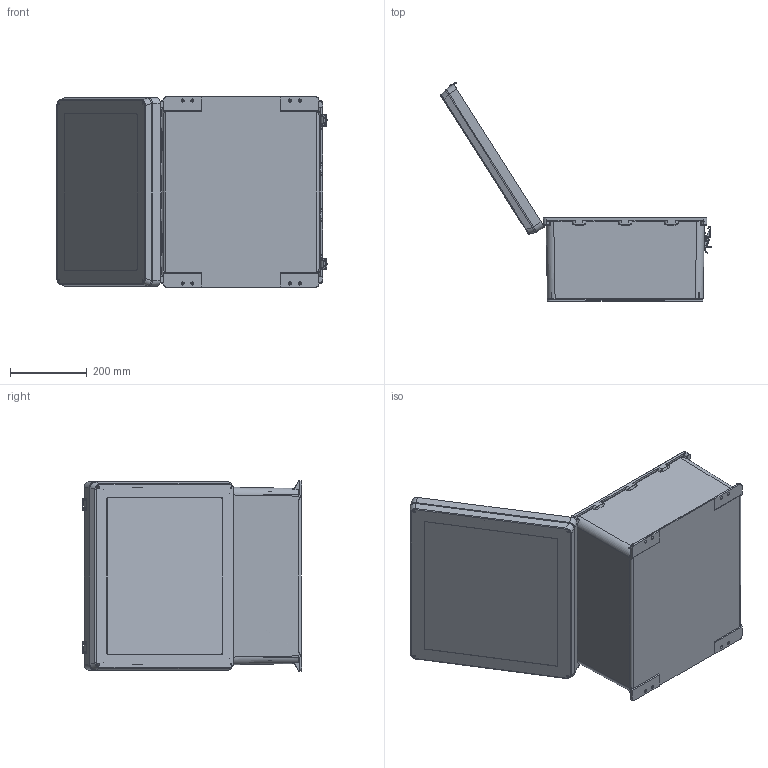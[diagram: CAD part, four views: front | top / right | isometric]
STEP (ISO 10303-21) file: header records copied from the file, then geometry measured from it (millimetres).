
FILE_DESCRIPTION (( 'STEP AP214' ), '1' );
FILE_NAME ('NBW181608.STEP', '2013-06-03T16:05:00', ( '' ), ( '' ), 'SwSTEP 2.0', 'SolidWorks 2012', '' );
FILE_SCHEMA (( 'AUTOMOTIVE_DESIGN' ));
Length unit declared in the file: inch
Products named in the file (7): NBW181608; NB181608-Box; NB181608-Hinge; NBW181608-Lid; NB181608-DoorClasp-1; NB181608-DoorClasp-2; NBW181608_ClearDoorInsert
Assembly tree (9 placements, depth 2):
  NBW181608
    NB181608-Box
    NB181608-Hinge  x2
    NBW181608-Lid
    NB181608-DoorClasp-1  x2
    NB181608-DoorClasp-2  x2
    NBW181608_ClearDoorInsert
Bounding box: 703.32 x 571.16 x 495 mm (x, y, z)
Volume: 3525890.3 mm3; surface area: 1854969 mm2
Topology: 15 solids, 15 shells, 1615 faces, 4308 edges, 2736 vertices
Faces by surface type: cylinder 744, plane 623, bspline 168, torus 60, cone 20
Entity records: 44355 total; most frequent: CARTESIAN_POINT 16351, ORIENTED_EDGE 6048, DIRECTION 5098, EDGE_CURVE 3024, VERTEX_POINT 1893, AXIS2_PLACEMENT_3D 1772, VECTOR 1554, LINE 1554
